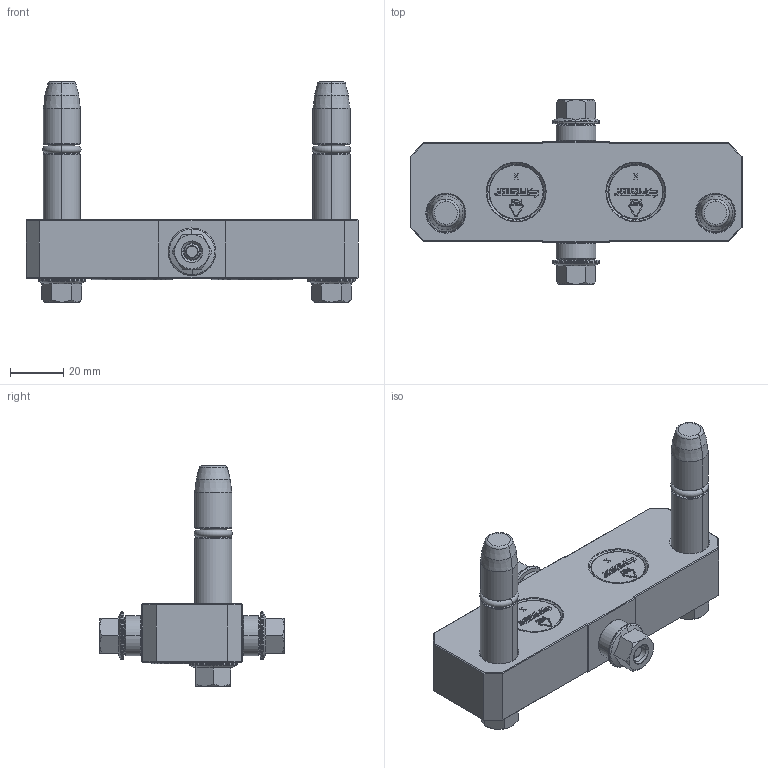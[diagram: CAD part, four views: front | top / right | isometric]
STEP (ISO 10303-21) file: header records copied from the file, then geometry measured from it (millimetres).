
FILE_DESCRIPTION (( 'STEP AP214' ), '1' );
FILE_NAME ('FASTER.step', '2021-12-19T06:36:09', ( '' ), ( '' ), 'SwSTEP 2.0', 'SolidWorks 2017', '' );
FILE_SCHEMA (( 'AUTOMOTIVE_DESIGN' ));
Length unit declared in the file: millimetre
Products named in the file (10): 1540_080_0008_000; 4860_010_0001_000; FASTER; TAPPO_38; 4830_021_0000_000; 4830_028_1000_002; 1540_080_0006_000; or2_62x9_19_m; PB06_M_BASE; 4860_024_0001_022
Assembly tree (15 placements, depth 3):
  FASTER
    PB06_M_BASE
      4860_010_0001_000
      4830_021_0000_000  x2
      1540_080_0008_000  x2
      4860_024_0001_022
      1540_080_0006_000  x2
      4830_028_1000_002  x2
      or2_62x9_19_m  x2
    TAPPO_38  x2
Bounding box: 125 x 69.5 x 83 mm (x, y, z)
Volume: 12054.9 mm3; surface area: 44414.4 mm2
Topology: 6 solids, 24 shells, 1545 faces, 4090 edges, 2622 vertices
Faces by surface type: plane 881, cylinder 370, cone 152, torus 130, sphere 12
Entity records: 37508 total; most frequent: CARTESIAN_POINT 7958, ORIENTED_EDGE 5244, DIRECTION 4972, EDGE_CURVE 2645, LINE 1870, VECTOR 1870, VERTEX_POINT 1705, AXIS2_PLACEMENT_3D 1551
